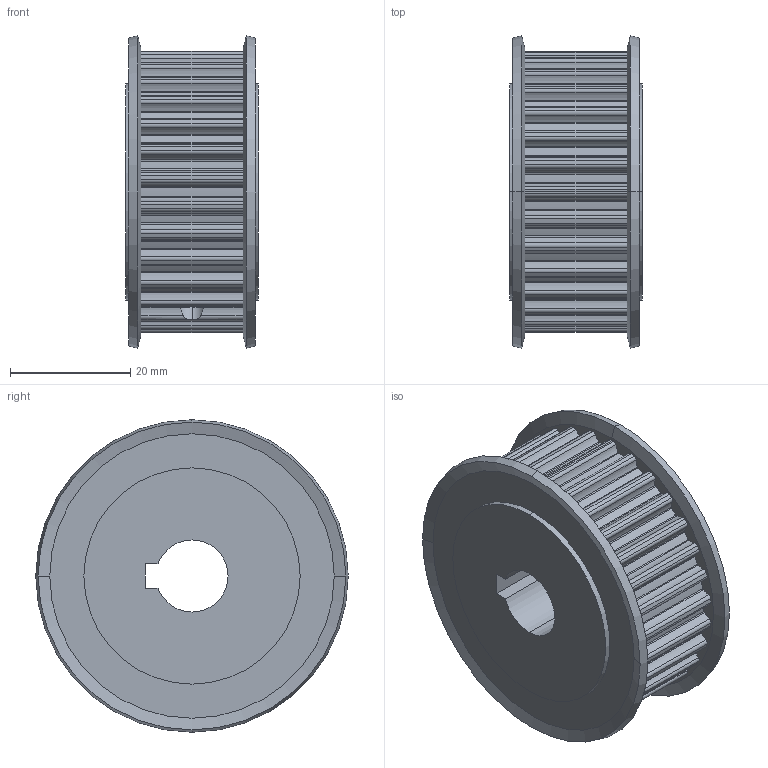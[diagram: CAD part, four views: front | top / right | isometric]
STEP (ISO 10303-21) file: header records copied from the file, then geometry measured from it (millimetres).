
FILE_DESCRIPTION (( 'STEP AP203' ), '1' );
FILE_NAME ('XSK5M-30Z-A15-A-N12.STEP', '2020-09-28T03:14:04', ( '' ), ( '' ), 'SwSTEP 2.0', 'SolidWorks 2016', '' );
FILE_SCHEMA (( 'CONFIG_CONTROL_DESIGN' ));
Length unit declared in the file: millimetre
Products named in the file (1): XSK5M-30Z-A15-A-N12
Bounding box: 22 x 52 x 52 mm (x, y, z)
Volume: 32127.6 mm3; surface area: 10472.8 mm2
Topology: 1 solids, 1 shells, 315 faces, 923 edges, 614 vertices
Faces by surface type: cylinder 293, cone 12, plane 10
Entity records: 11036 total; most frequent: CARTESIAN_POINT 2101, DIRECTION 2079, ORIENTED_EDGE 1846, EDGE_CURVE 923, AXIS2_PLACEMENT_3D 882, VERTEX_POINT 614, CIRCLE 566, EDGE_LOOP 321
